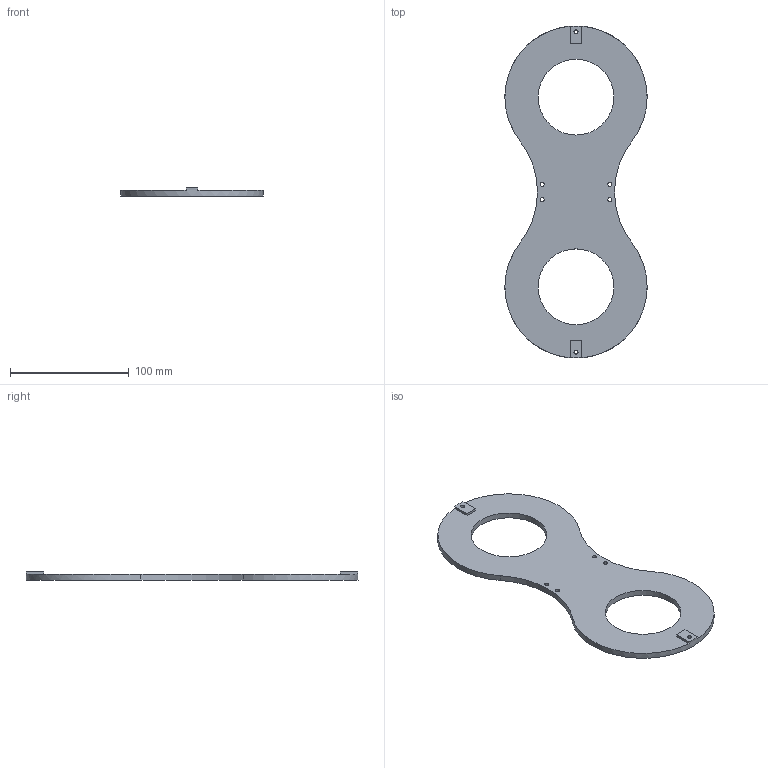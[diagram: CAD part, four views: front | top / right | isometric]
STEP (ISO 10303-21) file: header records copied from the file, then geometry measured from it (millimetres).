
FILE_DESCRIPTION(('FreeCAD Model'),'2;1');
FILE_NAME('Art2BodyBCover.step', '2017-01-10T08:58:35',('Author'),(''), 'Open CASCADE STEP processor 6.8','FreeCAD','Unknown');
FILE_SCHEMA(('AUTOMOTIVE_DESIGN_CC2 { 1 2 10303 214 -1 1 5 4 }'));
Length unit declared in the file: millimetre
Products named in the file (2): ASSEMBLY; Art2BodyBCover
Assembly tree (1 placements, depth 2):
  ASSEMBLY
    Art2BodyBCover
Bounding box: 120 x 280 x 7 mm (x, y, z)
Volume: 97916 mm3; surface area: 45213.6 mm2
Topology: 1 solids, 1 shells, 26 faces, 66 edges, 44 vertices
Faces by surface type: cylinder 14, plane 12
Full cylindrical faces by diameter (mm): 3.4 x6, 5.9 x2, 64 x2
Entity records: 2167 total; most frequent: CARTESIAN_POINT 822, DIRECTION 242, ORIENTED_EDGE 132, PCURVE 132, DEFINITIONAL_REPRESENTATION 132, LINE 118, VECTOR 118, EDGE_CURVE 66
